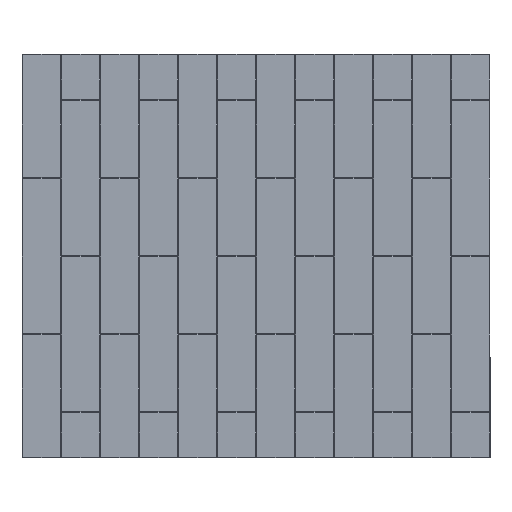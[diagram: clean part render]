
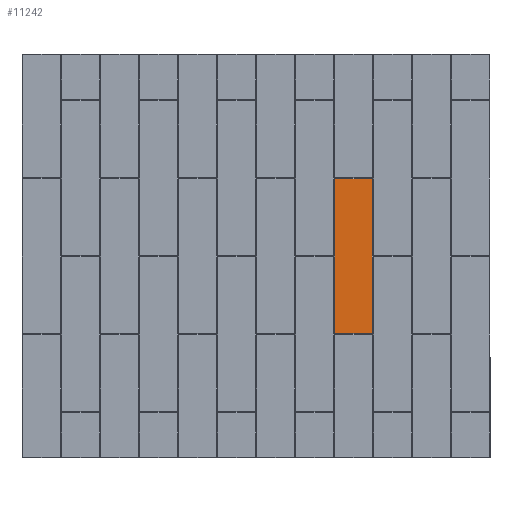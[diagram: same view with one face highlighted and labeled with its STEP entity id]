
A CAD part, top view. The second image highlights one B-rep face of the part: STEP entity #11242.
In plain terms, the highlighted planar face has unit normal (0, 0, 1).
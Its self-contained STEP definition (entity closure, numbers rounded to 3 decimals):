
#1495 = CARTESIAN_POINT ( 'NONE',  ( 17.905, 11.915, 0.187 ) ) ;
#1666 = CARTESIAN_POINT ( 'NONE',  ( 17.915, 11.906, 0.188 ) ) ;
#1712 = EDGE_CURVE ( 'NONE', #23759, #25354, #18893, .T. ) ;
#2009 = CARTESIAN_POINT ( 'NONE',  ( 17.912, -11.913, 0.187 ) ) ;
#2444 = ORIENTED_EDGE ( 'NONE', *, *, #5859, .F. ) ;
#3377 = EDGE_CURVE ( 'NONE', #42663, #44234, #48382, .T. ) ;
#3413 = VECTOR ( 'NONE', #51190, 39.37 ) ;
#4304 = CARTESIAN_POINT ( 'NONE',  ( 12.092, 11.915, 0.187 ) ) ;
#4811 = VERTEX_POINT ( 'NONE', #53737 ) ;
#5026 = ORIENTED_EDGE ( 'NONE', *, *, #3377, .F. ) ;
#5859 = EDGE_CURVE ( 'NONE', #23759, #24780, #35636, .T. ) ;
#6571 = CARTESIAN_POINT ( 'NONE',  ( 12.088, 11.913, 0.187 ) ) ;
#7340 = DIRECTION ( 'NONE',  ( 0., 0., 1. ) ) ;
#8026 = VECTOR ( 'NONE', #9503, 39.37 ) ;
#8284 = CARTESIAN_POINT ( 'NONE',  ( 12.085, -11.908, 0.187 ) ) ;
#9503 = DIRECTION ( 'NONE',  ( 0., 1., 0. ) ) ;
#9570 = CARTESIAN_POINT ( 'NONE',  ( 17.915, 11.906, 0.188 ) ) ;
#9620 = CARTESIAN_POINT ( 'NONE',  ( 12.085, -11.906, 0.188 ) ) ;
#9825 = CARTESIAN_POINT ( 'NONE',  ( 17.909, -11.915, 0.187 ) ) ;
#9841 = VERTEX_POINT ( 'NONE', #31191 ) ;
#11242 = ADVANCED_FACE ( 'NONE', ( #37114 ), #50160, .T. ) ;
#12023 = VECTOR ( 'NONE', #35435, 39.37 ) ;
#13332 = EDGE_CURVE ( 'NONE', #24780, #52774, #48683, .T. ) ;
#16346 = CARTESIAN_POINT ( 'NONE',  ( 12.085, -11.907, 0.188 ) ) ;
#16811 = CARTESIAN_POINT ( 'NONE',  ( 12.095, 11.915, 0.187 ) ) ;
#17898 = CARTESIAN_POINT ( 'NONE',  ( 17.909, 11.914, 0.187 ) ) ;
#18428 = CARTESIAN_POINT ( 'NONE',  ( 17.913, -11.912, 0.187 ) ) ;
#18459 = LINE ( 'NONE', #26541, #12023 ) ;
#18893 = B_SPLINE_CURVE_WITH_KNOTS ( 'NONE', 3,
 ( #50277, #16346, #8284, #54188, #42231, #50834, #46652, #21085 ),
 .UNSPECIFIED., .F., .F.,
 ( 4, 2, 2, 4 ),
 ( 0., 0.25, 0.5, 1. ),
 .UNSPECIFIED. ) ;
#21085 = CARTESIAN_POINT ( 'NONE',  ( 12.095, -11.915, 0.188 ) ) ;
#21272 = CARTESIAN_POINT ( 'NONE',  ( 12.093, 11.915, 0.187 ) ) ;
#22227 = VECTOR ( 'NONE', #36426, 39.37 ) ;
#22465 = AXIS2_PLACEMENT_3D ( 'NONE', #53524, #7340, #24049 ) ;
#22640 = CARTESIAN_POINT ( 'NONE',  ( 17.915, 11.909, 0.187 ) ) ;
#23008 = EDGE_CURVE ( 'NONE', #44234, #4811, #30021, .T. ) ;
#23261 = CARTESIAN_POINT ( 'NONE',  ( 12.085, 11.907, 0.187 ) ) ;
#23427 = CARTESIAN_POINT ( 'NONE',  ( 17.915, -11.908, 0.187 ) ) ;
#23759 = VERTEX_POINT ( 'NONE', #9620 ) ;
#24049 = DIRECTION ( 'NONE',  ( 1., 0., 0. ) ) ;
#24428 = ORIENTED_EDGE ( 'NONE', *, *, #29955, .F. ) ;
#24780 = VERTEX_POINT ( 'NONE', #34368 ) ;
#25354 = VERTEX_POINT ( 'NONE', #53728 ) ;
#26150 = CARTESIAN_POINT ( 'NONE',  ( 7.5, -11.915, 0.188 ) ) ;
#26509 = CARTESIAN_POINT ( 'NONE',  ( 17.915, -11.907, 0.187 ) ) ;
#26541 = CARTESIAN_POINT ( 'NONE',  ( 7.5, 11.915, 0.187 ) ) ;
#27075 = CARTESIAN_POINT ( 'NONE',  ( 17.906, 11.915, 0.187 ) ) ;
#27697 = CARTESIAN_POINT ( 'NONE',  ( 12.085, 11.909, 0.187 ) ) ;
#29955 = EDGE_CURVE ( 'NONE', #9841, #42663, #34526, .T. ) ;
#29959 = EDGE_CURVE ( 'NONE', #52774, #9841, #18459, .T. ) ;
#30021 = B_SPLINE_CURVE_WITH_KNOTS ( 'NONE', 3,
 ( #39577, #31763, #26509, #23427, #43749, #18428, #2009, #9825, #35406, #52090 ),
 .UNSPECIFIED., .F., .F.,
 ( 4, 2, 2, 2, 4 ),
 ( 0., 0.128, 0.333, 0.662, 1. ),
 .UNSPECIFIED. ) ;
#31191 = CARTESIAN_POINT ( 'NONE',  ( 17.905, 11.915, 0.187 ) ) ;
#31763 = CARTESIAN_POINT ( 'NONE',  ( 17.915, -11.906, 0.187 ) ) ;
#33411 = EDGE_LOOP ( 'NONE', ( #48451, #48334, #5026, #24428, #33889, #33946, #2444, #37319 ) ) ;
#33678 = LINE ( 'NONE', #26150, #3413 ) ;
#33889 = ORIENTED_EDGE ( 'NONE', *, *, #29959, .F. ) ;
#33946 = ORIENTED_EDGE ( 'NONE', *, *, #13332, .F. ) ;
#34368 = CARTESIAN_POINT ( 'NONE',  ( 12.085, 11.906, 0.188 ) ) ;
#34526 = B_SPLINE_CURVE_WITH_KNOTS ( 'NONE', 3,
 ( #1495, #27075, #47376, #39607, #17898, #35148, #47654, #22640, #48206, #9570 ),
 .UNSPECIFIED., .F., .F.,
 ( 4, 2, 2, 2, 4 ),
 ( 0., 0.128, 0.333, 0.662, 1. ),
 .UNSPECIFIED. ) ;
#35148 = CARTESIAN_POINT ( 'NONE',  ( 17.912, 11.913, 0.187 ) ) ;
#35406 = CARTESIAN_POINT ( 'NONE',  ( 17.907, -11.915, 0.187 ) ) ;
#35435 = DIRECTION ( 'NONE',  ( 1., 0., 0. ) ) ;
#35636 = LINE ( 'NONE', #47586, #8026 ) ;
#35781 = CARTESIAN_POINT ( 'NONE',  ( 12.095, 11.915, 0.187 ) ) ;
#36426 = DIRECTION ( 'NONE',  ( 0., -1., 0. ) ) ;
#37114 = FACE_OUTER_BOUND ( 'NONE', #33411, .T. ) ;
#37319 = ORIENTED_EDGE ( 'NONE', *, *, #1712, .T. ) ;
#38234 = CARTESIAN_POINT ( 'NONE',  ( 12.094, 11.915, 0.187 ) ) ;
#39577 = CARTESIAN_POINT ( 'NONE',  ( 17.915, -11.906, 0.188 ) ) ;
#39607 = CARTESIAN_POINT ( 'NONE',  ( 17.908, 11.915, 0.187 ) ) ;
#42231 = CARTESIAN_POINT ( 'NONE',  ( 12.087, -11.911, 0.188 ) ) ;
#42663 = VERTEX_POINT ( 'NONE', #1666 ) ;
#42969 = EDGE_CURVE ( 'NONE', #4811, #25354, #33678, .T. ) ;
#43749 = CARTESIAN_POINT ( 'NONE',  ( 17.914, -11.909, 0.187 ) ) ;
#44234 = VERTEX_POINT ( 'NONE', #45926 ) ;
#44665 = CARTESIAN_POINT ( 'NONE',  ( 12.087, 11.912, 0.187 ) ) ;
#45926 = CARTESIAN_POINT ( 'NONE',  ( 17.915, -11.906, 0.188 ) ) ;
#46652 = CARTESIAN_POINT ( 'NONE',  ( 12.092, -11.915, 0.188 ) ) ;
#47376 = CARTESIAN_POINT ( 'NONE',  ( 17.907, 11.915, 0.187 ) ) ;
#47586 = CARTESIAN_POINT ( 'NONE',  ( 12.085, -18.5, 0.188 ) ) ;
#47654 = CARTESIAN_POINT ( 'NONE',  ( 17.913, 11.912, 0.187 ) ) ;
#48206 = CARTESIAN_POINT ( 'NONE',  ( 17.915, 11.907, 0.187 ) ) ;
#48334 = ORIENTED_EDGE ( 'NONE', *, *, #23008, .F. ) ;
#48382 = LINE ( 'NONE', #53123, #22227 ) ;
#48451 = ORIENTED_EDGE ( 'NONE', *, *, #42969, .F. ) ;
#48683 = B_SPLINE_CURVE_WITH_KNOTS ( 'NONE', 3,
 ( #48831, #23261, #27697, #44665, #6571, #54104, #4304, #21272, #38234, #16811 ),
 .UNSPECIFIED., .F., .F.,
 ( 4, 2, 2, 2, 4 ),
 ( 0., 0.338, 0.667, 0.872, 1. ),
 .UNSPECIFIED. ) ;
#48831 = CARTESIAN_POINT ( 'NONE',  ( 12.085, 11.906, 0.188 ) ) ;
#50160 = PLANE ( 'NONE',  #22465 ) ;
#50277 = CARTESIAN_POINT ( 'NONE',  ( 12.085, -11.906, 0.188 ) ) ;
#50834 = CARTESIAN_POINT ( 'NONE',  ( 12.089, -11.914, 0.188 ) ) ;
#51190 = DIRECTION ( 'NONE',  ( -1., 0., 0. ) ) ;
#52090 = CARTESIAN_POINT ( 'NONE',  ( 17.905, -11.915, 0.188 ) ) ;
#52774 = VERTEX_POINT ( 'NONE', #35781 ) ;
#53123 = CARTESIAN_POINT ( 'NONE',  ( 17.915, 18.5, 0.188 ) ) ;
#53524 = CARTESIAN_POINT ( 'NONE',  ( 0., 0., 0.187 ) ) ;
#53728 = CARTESIAN_POINT ( 'NONE',  ( 12.095, -11.915, 0.188 ) ) ;
#53737 = CARTESIAN_POINT ( 'NONE',  ( 17.905, -11.915, 0.188 ) ) ;
#54104 = CARTESIAN_POINT ( 'NONE',  ( 12.091, 11.914, 0.187 ) ) ;
#54188 = CARTESIAN_POINT ( 'NONE',  ( 12.086, -11.91, 0.188 ) ) ;
